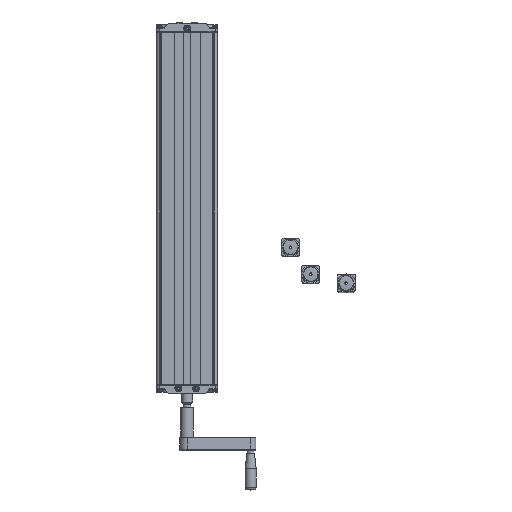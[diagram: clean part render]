
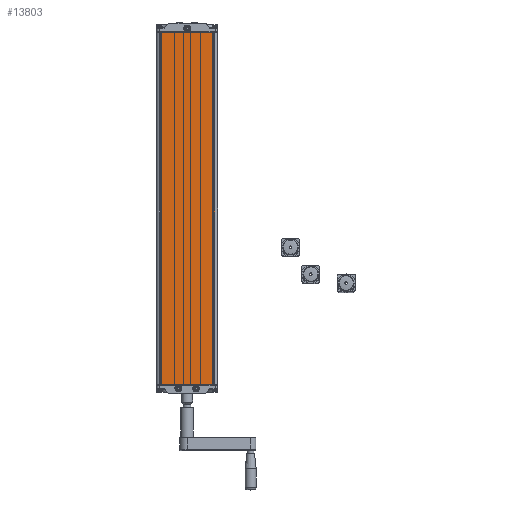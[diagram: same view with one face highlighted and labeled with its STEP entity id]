
A CAD part, top view. The second image highlights one B-rep face of the part: STEP entity #13803.
In plain terms, the highlighted planar face has unit normal (0, 0, 1).
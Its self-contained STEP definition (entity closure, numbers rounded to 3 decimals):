
#2077=FACE_OUTER_BOUND('',#2941,.T.);
#2941=EDGE_LOOP('',(#9263,#9264,#9265,#9266));
#3877=LINE('',#21704,#4859);
#3878=LINE('',#21706,#4860);
#3879=LINE('',#21708,#4861);
#3880=LINE('',#21709,#4862);
#4859=VECTOR('',#16998,691.5);
#4860=VECTOR('',#16999,108.);
#4861=VECTOR('',#17000,691.5);
#4862=VECTOR('',#17001,108.);
#5841=VERTEX_POINT('',#21702);
#5842=VERTEX_POINT('',#21703);
#5843=VERTEX_POINT('',#21705);
#5844=VERTEX_POINT('',#21707);
#7144=EDGE_CURVE('',#5841,#5842,#3877,.F.);
#7145=EDGE_CURVE('',#5842,#5843,#3878,.T.);
#7146=EDGE_CURVE('',#5843,#5844,#3879,.T.);
#7147=EDGE_CURVE('',#5844,#5841,#3880,.F.);
#9263=ORIENTED_EDGE('',*,*,#7144,.T.);
#9264=ORIENTED_EDGE('',*,*,#7145,.T.);
#9265=ORIENTED_EDGE('',*,*,#7146,.T.);
#9266=ORIENTED_EDGE('',*,*,#7147,.T.);
#13501=PLANE('',#15130);
#13803=ADVANCED_FACE('',(#2077),#13501,.T.);
#15130=AXIS2_PLACEMENT_3D('',#21701,#16996,#16997);
#16996=DIRECTION('center_axis',(0.,0.,1.));
#16997=DIRECTION('ref_axis',(1.,0.,0.));
#16998=DIRECTION('',(0.,-1.,0.));
#16999=DIRECTION('',(-1.,0.,0.));
#17000=DIRECTION('',(0.,-1.,0.));
#17001=DIRECTION('',(-1.,0.,0.));
#21701=CARTESIAN_POINT('Origin',(60.,692.5,30.));
#21702=CARTESIAN_POINT('',(54.,0.5,30.));
#21703=CARTESIAN_POINT('',(54.,692.,30.));
#21704=CARTESIAN_POINT('',(54.,692.,30.));
#21705=CARTESIAN_POINT('',(-54.,692.,30.));
#21706=CARTESIAN_POINT('',(54.,692.,30.));
#21707=CARTESIAN_POINT('',(-54.,0.5,30.));
#21708=CARTESIAN_POINT('',(-54.,692.,30.));
#21709=CARTESIAN_POINT('',(54.,0.5,30.));
